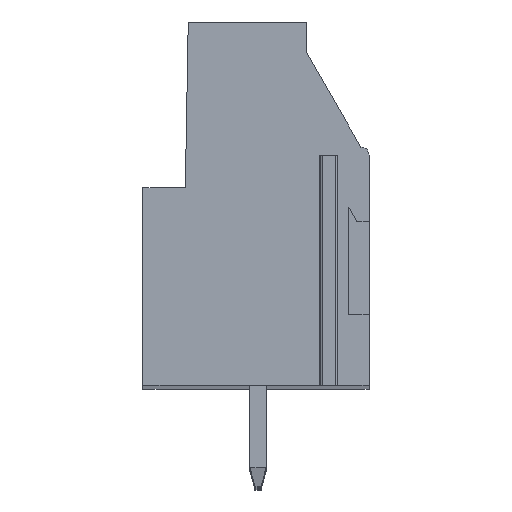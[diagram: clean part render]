
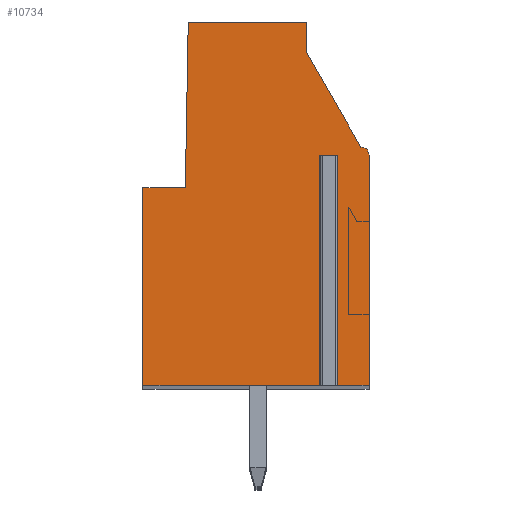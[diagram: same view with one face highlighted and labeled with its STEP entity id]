
A CAD part, top view. The second image highlights one B-rep face of the part: STEP entity #10734.
In plain terms, the highlighted planar face has unit normal (0, 0, 1).
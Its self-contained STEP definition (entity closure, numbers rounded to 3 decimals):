
#1114=DIRECTION('',(1.,0.,0.));
#1115=VECTOR('',#1114,0.5);
#1116=CARTESIAN_POINT('',(3.347,2.4,2.5));
#1117=LINE('',#1116,#1115);
#1118=DIRECTION('',(0.,1.,0.));
#1119=VECTOR('',#1118,11.4);
#1120=CARTESIAN_POINT('',(3.347,-9.,2.5));
#1121=LINE('',#1120,#1119);
#1122=DIRECTION('',(1.,0.,0.));
#1123=VECTOR('',#1122,8.95);
#1124=CARTESIAN_POINT('',(-5.603,-9.,2.5));
#1125=LINE('',#1124,#1123);
#1126=DIRECTION('',(0.,-1.,0.));
#1127=VECTOR('',#1126,9.8);
#1128=CARTESIAN_POINT('',(-5.603,0.8,2.5));
#1129=LINE('',#1128,#1127);
#1130=DIRECTION('',(-1.,0.,0.));
#1131=VECTOR('',#1130,2.1);
#1132=CARTESIAN_POINT('',(-3.503,0.8,2.5));
#1133=LINE('',#1132,#1131);
#1134=DIRECTION('',(-0.017,-1.,0.));
#1135=VECTOR('',#1134,8.201);
#1136=CARTESIAN_POINT('',(-3.36,9.,2.5));
#1137=LINE('',#1136,#1135);
#1138=DIRECTION('',(-1.,0.,0.));
#1139=VECTOR('',#1138,5.86);
#1140=CARTESIAN_POINT('',(2.5,9.,2.5));
#1141=LINE('',#1140,#1139);
#1142=DIRECTION('',(0.,1.,0.));
#1143=VECTOR('',#1142,1.523);
#1144=CARTESIAN_POINT('',(2.5,7.477,2.5));
#1145=LINE('',#1144,#1143);
#1146=DIRECTION('',(-0.5,0.866,0.));
#1147=VECTOR('',#1146,5.394);
#1148=CARTESIAN_POINT('',(5.197,2.805,2.5));
#1149=LINE('',#1148,#1147);
#1150=CARTESIAN_POINT('',(5.197,2.405,2.5));
#1151=DIRECTION('',(0.,0.,1.));
#1152=DIRECTION('',(1.,0.,0.));
#1153=AXIS2_PLACEMENT_3D('',#1150,#1151,#1152);
#1155=DIRECTION('',(0.,1.,0.));
#1156=VECTOR('',#1155,11.405);
#1157=CARTESIAN_POINT('',(5.597,-9.,2.5));
#1158=LINE('',#1157,#1156);
#1159=DIRECTION('',(1.,0.,0.));
#1160=VECTOR('',#1159,1.75);
#1161=CARTESIAN_POINT('',(3.847,-9.,2.5));
#1162=LINE('',#1161,#1160);
#1163=DIRECTION('',(0.,1.,0.));
#1164=VECTOR('',#1163,11.4);
#1165=CARTESIAN_POINT('',(3.847,-9.,2.5));
#1166=LINE('',#1165,#1164);
#7817=CARTESIAN_POINT('',(5.597,-9.,2.5));
#7818=CARTESIAN_POINT('',(5.597,2.405,2.5));
#7819=VERTEX_POINT('',#7817);
#7820=VERTEX_POINT('',#7818);
#7821=CARTESIAN_POINT('',(5.197,2.805,2.5));
#7822=VERTEX_POINT('',#7821);
#7823=CARTESIAN_POINT('',(2.5,7.477,2.5));
#7824=VERTEX_POINT('',#7823);
#7825=CARTESIAN_POINT('',(2.5,9.,2.5));
#7826=VERTEX_POINT('',#7825);
#7827=CARTESIAN_POINT('',(-3.36,9.,2.5));
#7828=VERTEX_POINT('',#7827);
#7829=CARTESIAN_POINT('',(-3.503,0.8,2.5));
#7830=VERTEX_POINT('',#7829);
#7831=CARTESIAN_POINT('',(-5.603,0.8,2.5));
#7832=VERTEX_POINT('',#7831);
#7833=CARTESIAN_POINT('',(-5.603,-9.,2.5));
#7834=VERTEX_POINT('',#7833);
#7871=CARTESIAN_POINT('',(3.347,2.4,2.5));
#7872=CARTESIAN_POINT('',(3.847,2.4,2.5));
#7873=VERTEX_POINT('',#7871);
#7874=VERTEX_POINT('',#7872);
#7875=CARTESIAN_POINT('',(3.347,-9.,2.5));
#7876=VERTEX_POINT('',#7875);
#7877=CARTESIAN_POINT('',(3.847,-9.,2.5));
#7878=VERTEX_POINT('',#7877);
#10711=CARTESIAN_POINT('',(0.,0.,2.5));
#10712=DIRECTION('',(0.,0.,1.));
#10713=DIRECTION('',(1.,0.,0.));
#10714=AXIS2_PLACEMENT_3D('',#10711,#10712,#10713);
#10715=PLANE('',#10714);
#10717=ORIENTED_EDGE('',*,*,#10716,.F.);
#10719=ORIENTED_EDGE('',*,*,#10718,.F.);
#10720=ORIENTED_EDGE('',*,*,#9947,.F.);
#10721=ORIENTED_EDGE('',*,*,#10272,.F.);
#10722=ORIENTED_EDGE('',*,*,#10286,.F.);
#10723=ORIENTED_EDGE('',*,*,#10300,.F.);
#10724=ORIENTED_EDGE('',*,*,#10314,.F.);
#10725=ORIENTED_EDGE('',*,*,#10454,.F.);
#10726=ORIENTED_EDGE('',*,*,#10468,.F.);
#10727=ORIENTED_EDGE('',*,*,#10482,.F.);
#10728=ORIENTED_EDGE('',*,*,#10495,.F.);
#10729=ORIENTED_EDGE('',*,*,#9959,.F.);
#10731=ORIENTED_EDGE('',*,*,#10730,.T.);
#10732=EDGE_LOOP('',(#10717,#10719,#10720,#10721,#10722,#10723,#10724,#10725,
#10726,#10727,#10728,#10729,#10731));
#10733=FACE_OUTER_BOUND('',#10732,.F.);
#1154=CIRCLE('',#1153,0.4);
#9947=EDGE_CURVE('',#7834,#7876,#1125,.T.);
#9959=EDGE_CURVE('',#7878,#7819,#1162,.T.);
#10272=EDGE_CURVE('',#7832,#7834,#1129,.T.);
#10286=EDGE_CURVE('',#7830,#7832,#1133,.T.);
#10300=EDGE_CURVE('',#7828,#7830,#1137,.T.);
#10314=EDGE_CURVE('',#7826,#7828,#1141,.T.);
#10454=EDGE_CURVE('',#7824,#7826,#1145,.T.);
#10468=EDGE_CURVE('',#7822,#7824,#1149,.T.);
#10482=EDGE_CURVE('',#7820,#7822,#1154,.T.);
#10495=EDGE_CURVE('',#7819,#7820,#1158,.T.);
#10716=EDGE_CURVE('',#7873,#7874,#1117,.T.);
#10718=EDGE_CURVE('',#7876,#7873,#1121,.T.);
#10730=EDGE_CURVE('',#7878,#7874,#1166,.T.);
#10734=ADVANCED_FACE('',(#10733),#10715,.T.);
